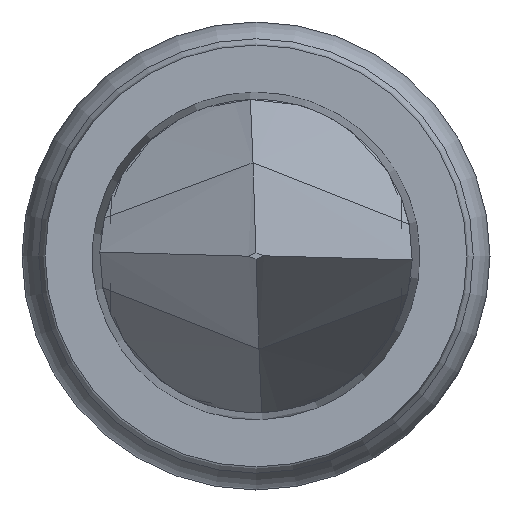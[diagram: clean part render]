
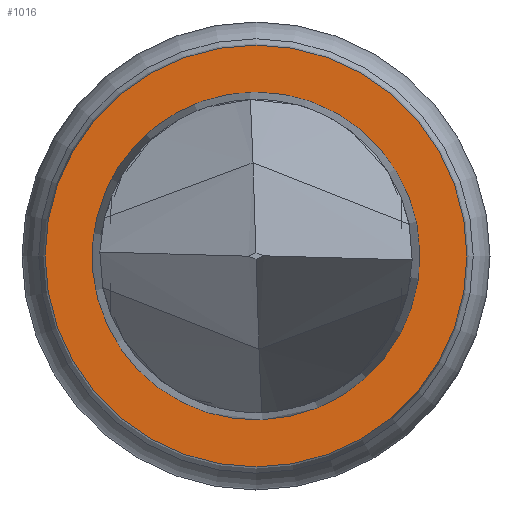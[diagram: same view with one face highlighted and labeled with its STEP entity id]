
A CAD part, left-side view. The second image highlights one B-rep face of the part: STEP entity #1016.
In plain terms, the highlighted planar face has unit normal (-1, 0, 0).
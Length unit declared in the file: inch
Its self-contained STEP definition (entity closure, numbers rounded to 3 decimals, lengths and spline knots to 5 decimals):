
#9 = DIRECTION ( 'NONE',  ( -1., 0., 0. ) ) ;
#10 = CARTESIAN_POINT ( 'NONE',  ( 0., 0., -0.02425 ) ) ;
#124 = FACE_BOUND ( 'NONE', #1052, .T. ) ;
#132 = VERTEX_POINT ( 'NONE', #10 ) ;
#261 = DIRECTION ( 'NONE',  ( 1., 0., 0. ) ) ;
#298 = ORIENTED_EDGE ( 'NONE', *, *, #1064, .F. ) ;
#302 = CARTESIAN_POINT ( 'NONE',  ( 0., 0., 0.01884 ) ) ;
#328 = CIRCLE ( 'NONE', #586, 0.01884 ) ;
#370 = DIRECTION ( 'NONE',  ( 0., 0., 1. ) ) ;
#405 = FACE_OUTER_BOUND ( 'NONE', #1363, .T. ) ;
#543 = VERTEX_POINT ( 'NONE', #302 ) ;
#586 = AXIS2_PLACEMENT_3D ( 'NONE', #860, #1484, #370 ) ;
#691 = AXIS2_PLACEMENT_3D ( 'NONE', #1127, #9, #894 ) ;
#748 = DIRECTION ( 'NONE',  ( 0., 0., -1. ) ) ;
#860 = CARTESIAN_POINT ( 'NONE',  ( 0., 0., 0. ) ) ;
#879 = ORIENTED_EDGE ( 'NONE', *, *, #1512, .T. ) ;
#886 = PLANE ( 'NONE',  #691 ) ;
#894 = DIRECTION ( 'NONE',  ( 0., 0., 1. ) ) ;
#914 = AXIS2_PLACEMENT_3D ( 'NONE', #1239, #261, #748 ) ;
#965 = CIRCLE ( 'NONE', #914, 0.02425 ) ;
#1016 = ADVANCED_FACE ( 'NONE', ( #124, #405 ), #886, .T. ) ;
#1052 = EDGE_LOOP ( 'NONE', ( #879 ) ) ;
#1064 = EDGE_CURVE ( 'NONE', #132, #132, #965, .T. ) ;
#1127 = CARTESIAN_POINT ( 'NONE',  ( 0., 0., 0. ) ) ;
#1239 = CARTESIAN_POINT ( 'NONE',  ( 0., 0., 0. ) ) ;
#1363 = EDGE_LOOP ( 'NONE', ( #298 ) ) ;
#1484 = DIRECTION ( 'NONE',  ( 1., 0., 0. ) ) ;
#1512 = EDGE_CURVE ( 'NONE', #543, #543, #328, .T. ) ;
